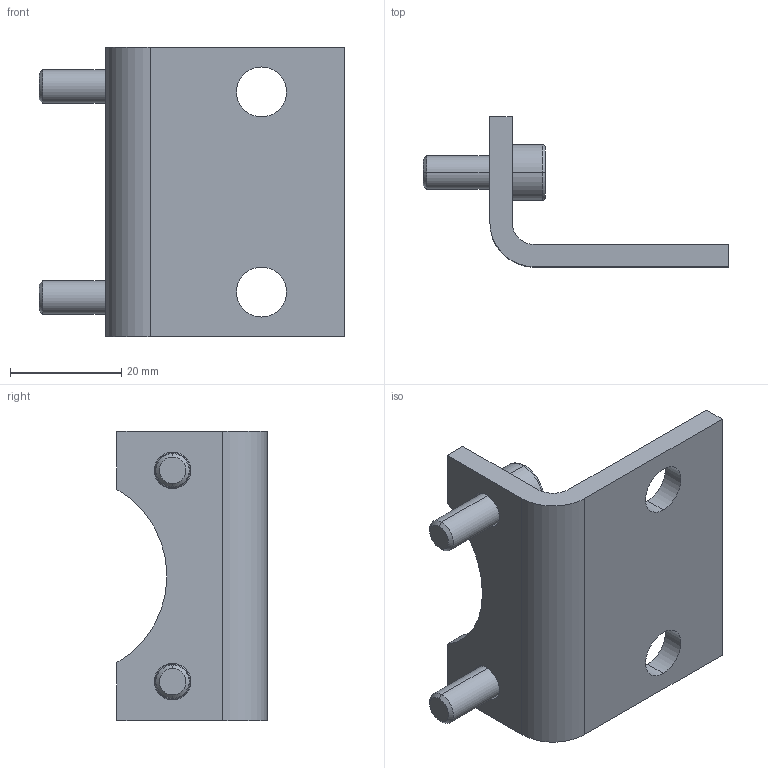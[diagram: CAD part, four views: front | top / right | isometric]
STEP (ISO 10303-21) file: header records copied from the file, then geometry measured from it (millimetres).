
FILE_DESCRIPTION(('HOOPS Exchange Step'),'2;1');
FILE_NAME('export-77E9A8F8-3416-48CC-BDFE-E6CE3893226B.stp','2021-04-13T20:20:14+02:00',('Engineering'),('Alibre'),'HOOPS Exchange 2020.1','Alibre','Unknown authorisation');
FILE_SCHEMA( ('AP242_MANAGED_MODEL_BASED_3D_ENGINEERING_MIM_LF {1 0 10303 442 1 1 4 }') );
Length unit declared in the file: millimetre
Products named in the file (3): 5548-1 W0950402001 Foot Model A 40 Bore ISO; 5548-2 W0950402001 Foot Model A 40 Bore ISO DIN 912 M6x16; 5548 W0950402001 Foot Model A 40 Bore ISO
Assembly tree (3 placements, depth 2):
  5548 W0950402001 Foot Model A 40 Bore ISO
    5548-1 W0950402001 Foot Model A 40 Bore ISO
    5548-2 W0950402001 Foot Model A 40 Bore ISO DIN 912 M6x16  x2
Bounding box: 55 x 27 x 52 mm (x, y, z)
Volume: 11613.7 mm3; surface area: 8464.1 mm2
Topology: 1 solids, 47 shells, 82 faces, 276 edges, 226 vertices
Faces by surface type: plane 39, cylinder 19, cone 12, torus 12
Entity records: 2041 total; most frequent: CARTESIAN_POINT 388, DIRECTION 344, ORIENTED_EDGE 238, EDGE_CURVE 166, AXIS2_PLACEMENT_3D 133, VERTEX_POINT 132, VECTOR 78, LINE 78
